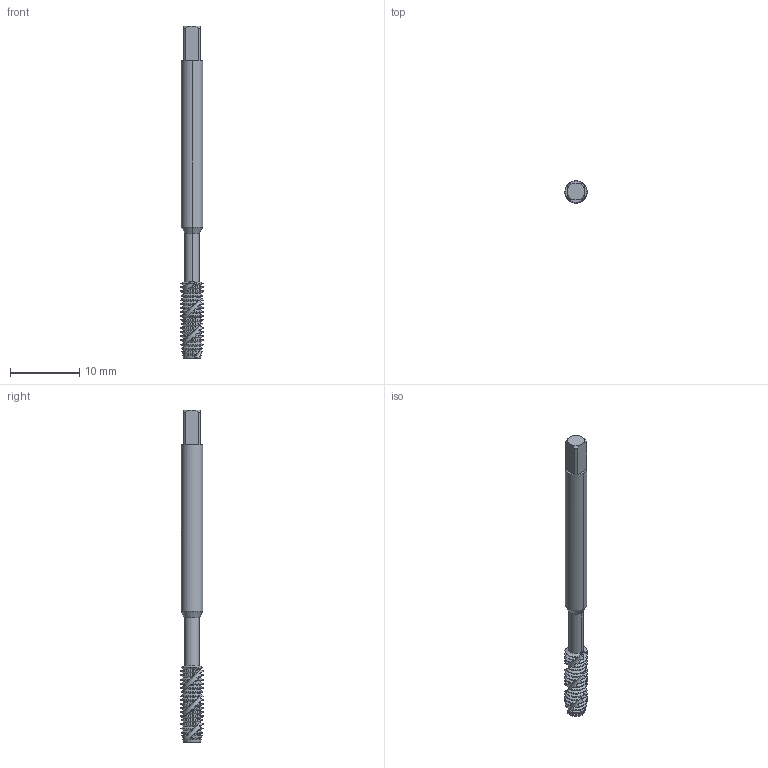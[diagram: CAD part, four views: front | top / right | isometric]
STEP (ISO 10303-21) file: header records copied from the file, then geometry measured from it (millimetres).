
FILE_DESCRIPTION(('no description'),'unknown implementation level');
FILE_NAME('solid8CaAGhLCvl6zum0mwexSFRbY2GM_1.STP',' ',('CIM GmbH Aachen'),('CADClick - KiM GmbH - www.kimweb.de'),'unknown preprocess','ACIS','unknown authorization');
FILE_SCHEMA(('automotive_design'));
Length unit declared in the file: millimetre
Products named in the file (2): 1; 2
Bounding box: 3.2 x 3.2 x 48 mm (x, y, z)
Volume: 304.9 mm3; surface area: 660.2 mm2
Topology: 2 solids, 2 shells, 315 faces, 869 edges, 558 vertices
Faces by surface type: cone 154, cylinder 138, plane 17, bspline 4, revolution 2
Entity records: 24184 total; most frequent: CARTESIAN_POINT 6853, STYLED_ITEM 1744, PRESENTATION_STYLE_ASSIGNMENT 1744, COLOUR_RGB 1744, ORIENTED_EDGE 1738, DIRECTION 1499, EDGE_CURVE 869, CURVE_STYLE 869
